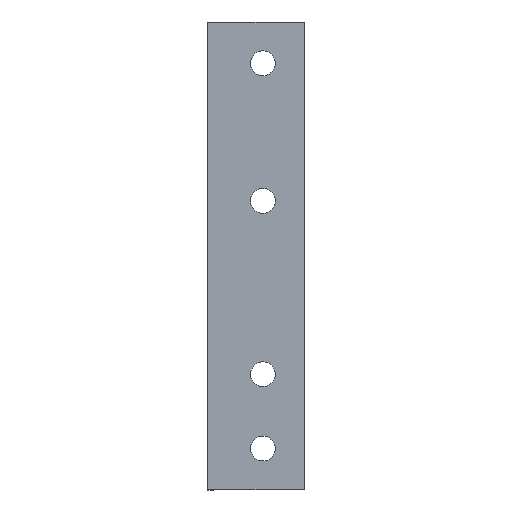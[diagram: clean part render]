
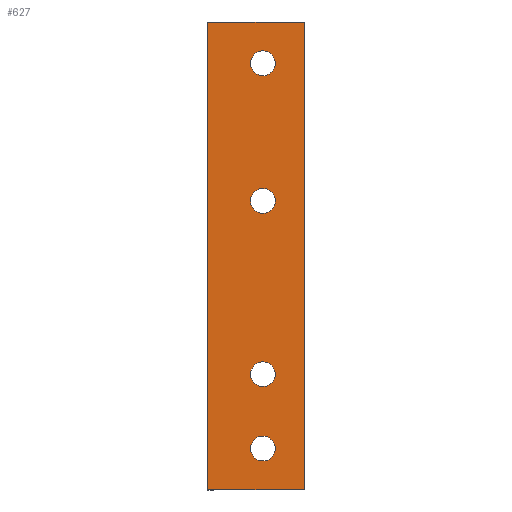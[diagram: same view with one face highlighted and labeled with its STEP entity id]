
A CAD part, top view. The second image highlights one B-rep face of the part: STEP entity #627.
In plain terms, the highlighted planar face has unit normal (0, 0, 1).
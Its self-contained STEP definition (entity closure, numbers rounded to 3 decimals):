
#2 = LINE ( 'NONE', #138, #683 ) ;
#10 = ORIENTED_EDGE ( 'NONE', *, *, #805, .T. ) ;
#12 = EDGE_CURVE ( 'NONE', #264, #200, #338, .T. ) ;
#22 = CARTESIAN_POINT ( 'NONE',  ( 0., 170., 0. ) ) ;
#32 = ORIENTED_EDGE ( 'NONE', *, *, #406, .F. ) ;
#36 = FACE_BOUND ( 'NONE', #198, .T. ) ;
#37 = CARTESIAN_POINT ( 'NONE',  ( 20., 42., 0. ) ) ;
#44 = VERTEX_POINT ( 'NONE', #649 ) ;
#48 = ORIENTED_EDGE ( 'NONE', *, *, #461, .F. ) ;
#52 = CARTESIAN_POINT ( 'NONE',  ( 15.5, 105., 0. ) ) ;
#56 = CIRCLE ( 'NONE', #530, 4.5 ) ;
#65 = LINE ( 'NONE', #432, #579 ) ;
#66 = EDGE_LOOP ( 'NONE', ( #453, #791 ) ) ;
#87 = DIRECTION ( 'NONE',  ( 0., 0., 1. ) ) ;
#100 = DIRECTION ( 'NONE',  ( -1., 0., 0. ) ) ;
#108 = CARTESIAN_POINT ( 'NONE',  ( 35., 170., 0. ) ) ;
#109 = AXIS2_PLACEMENT_3D ( 'NONE', #735, #314, #801 ) ;
#116 = VERTEX_POINT ( 'NONE', #119 ) ;
#119 = CARTESIAN_POINT ( 'NONE',  ( 0., 0., 0. ) ) ;
#120 = CARTESIAN_POINT ( 'NONE',  ( 20., 105., 0. ) ) ;
#126 = AXIS2_PLACEMENT_3D ( 'NONE', #120, #593, #190 ) ;
#128 = EDGE_LOOP ( 'NONE', ( #48, #534 ) ) ;
#131 = CARTESIAN_POINT ( 'NONE',  ( 0., 170., 0. ) ) ;
#132 = EDGE_LOOP ( 'NONE', ( #291, #607 ) ) ;
#138 = CARTESIAN_POINT ( 'NONE',  ( 0., 170., 0. ) ) ;
#141 = LINE ( 'NONE', #108, #272 ) ;
#147 = CARTESIAN_POINT ( 'NONE',  ( 20., 155., 0. ) ) ;
#158 = AXIS2_PLACEMENT_3D ( 'NONE', #163, #635, #226 ) ;
#163 = CARTESIAN_POINT ( 'NONE',  ( 20., 155., 0. ) ) ;
#164 = VERTEX_POINT ( 'NONE', #806 ) ;
#184 = EDGE_LOOP ( 'NONE', ( #32, #262, #10, #619 ) ) ;
#188 = DIRECTION ( 'NONE',  ( 0., 0., 1. ) ) ;
#190 = DIRECTION ( 'NONE',  ( 1., 0., 0. ) ) ;
#192 = AXIS2_PLACEMENT_3D ( 'NONE', #147, #615, #209 ) ;
#197 = DIRECTION ( 'NONE',  ( -1., 0., 0. ) ) ;
#198 = EDGE_LOOP ( 'NONE', ( #267, #656 ) ) ;
#200 = VERTEX_POINT ( 'NONE', #320 ) ;
#202 = FACE_BOUND ( 'NONE', #66, .T. ) ;
#206 = CARTESIAN_POINT ( 'NONE',  ( 35., 170., 0. ) ) ;
#209 = DIRECTION ( 'NONE',  ( 1., 0., 0. ) ) ;
#224 = DIRECTION ( 'NONE',  ( 0., -1., 0. ) ) ;
#226 = DIRECTION ( 'NONE',  ( 1., 0., 0. ) ) ;
#228 = VERTEX_POINT ( 'NONE', #206 ) ;
#232 = CARTESIAN_POINT ( 'NONE',  ( 20., 15., 0. ) ) ;
#262 = ORIENTED_EDGE ( 'NONE', *, *, #322, .F. ) ;
#264 = VERTEX_POINT ( 'NONE', #484 ) ;
#267 = ORIENTED_EDGE ( 'NONE', *, *, #282, .F. ) ;
#269 = CARTESIAN_POINT ( 'NONE',  ( 20., 42., 0. ) ) ;
#272 = VECTOR ( 'NONE', #719, 1000. ) ;
#278 = CARTESIAN_POINT ( 'NONE',  ( 0., 0., 0. ) ) ;
#280 = CIRCLE ( 'NONE', #126, 4.5 ) ;
#282 = EDGE_CURVE ( 'NONE', #763, #164, #56, .T. ) ;
#291 = ORIENTED_EDGE ( 'NONE', *, *, #485, .F. ) ;
#307 = EDGE_CURVE ( 'NONE', #164, #763, #526, .T. ) ;
#314 = DIRECTION ( 'NONE',  ( 0., 0., 1. ) ) ;
#315 = VERTEX_POINT ( 'NONE', #684 ) ;
#320 = CARTESIAN_POINT ( 'NONE',  ( 24.5, 15., 0. ) ) ;
#322 = EDGE_CURVE ( 'NONE', #787, #228, #2, .T. ) ;
#335 = DIRECTION ( 'NONE',  ( -1., 0., 0. ) ) ;
#338 = CIRCLE ( 'NONE', #387, 4.5 ) ;
#341 = CARTESIAN_POINT ( 'NONE',  ( 24.5, 42., 0. ) ) ;
#353 = EDGE_CURVE ( 'NONE', #315, #659, #843, .T. ) ;
#357 = AXIS2_PLACEMENT_3D ( 'NONE', #490, #87, #559 ) ;
#361 = DIRECTION ( 'NONE',  ( 1., 0., 0. ) ) ;
#387 = AXIS2_PLACEMENT_3D ( 'NONE', #232, #188, #661 ) ;
#392 = AXIS2_PLACEMENT_3D ( 'NONE', #131, #601, #197 ) ;
#401 = CIRCLE ( 'NONE', #357, 4.5 ) ;
#406 = EDGE_CURVE ( 'NONE', #228, #44, #141, .T. ) ;
#432 = CARTESIAN_POINT ( 'NONE',  ( 0., 0., 0. ) ) ;
#442 = VERTEX_POINT ( 'NONE', #52 ) ;
#453 = ORIENTED_EDGE ( 'NONE', *, *, #353, .F. ) ;
#461 = EDGE_CURVE ( 'NONE', #200, #264, #463, .T. ) ;
#463 = CIRCLE ( 'NONE', #109, 4.5 ) ;
#471 = CARTESIAN_POINT ( 'NONE',  ( 15.5, 155., 0. ) ) ;
#484 = CARTESIAN_POINT ( 'NONE',  ( 15.5, 15., 0. ) ) ;
#485 = EDGE_CURVE ( 'NONE', #823, #442, #280, .T. ) ;
#490 = CARTESIAN_POINT ( 'NONE',  ( 20., 105., 0. ) ) ;
#503 = DIRECTION ( 'NONE',  ( 0., 0., 1. ) ) ;
#518 = EDGE_CURVE ( 'NONE', #659, #315, #597, .T. ) ;
#526 = CIRCLE ( 'NONE', #855, 4.5 ) ;
#530 = AXIS2_PLACEMENT_3D ( 'NONE', #37, #503, #100 ) ;
#534 = ORIENTED_EDGE ( 'NONE', *, *, #12, .F. ) ;
#537 = PLANE ( 'NONE',  #392 ) ;
#559 = DIRECTION ( 'NONE',  ( 1., 0., 0. ) ) ;
#567 = FACE_BOUND ( 'NONE', #132, .T. ) ;
#579 = VECTOR ( 'NONE', #361, 1000. ) ;
#593 = DIRECTION ( 'NONE',  ( 0., 0., 1. ) ) ;
#594 = LINE ( 'NONE', #278, #618 ) ;
#597 = CIRCLE ( 'NONE', #192, 4.5 ) ;
#601 = DIRECTION ( 'NONE',  ( 0., 0., -1. ) ) ;
#604 = EDGE_CURVE ( 'NONE', #442, #823, #401, .T. ) ;
#607 = ORIENTED_EDGE ( 'NONE', *, *, #604, .F. ) ;
#613 = DIRECTION ( 'NONE',  ( 1., 0., 0. ) ) ;
#615 = DIRECTION ( 'NONE',  ( 0., 0., 1. ) ) ;
#618 = VECTOR ( 'NONE', #224, 1000. ) ;
#619 = ORIENTED_EDGE ( 'NONE', *, *, #817, .T. ) ;
#627 = ADVANCED_FACE ( 'NONE', ( #36, #747, #567, #202, #736 ), #537, .F. ) ;
#635 = DIRECTION ( 'NONE',  ( 0., 0., 1. ) ) ;
#649 = CARTESIAN_POINT ( 'NONE',  ( 35., 0., 0. ) ) ;
#656 = ORIENTED_EDGE ( 'NONE', *, *, #307, .F. ) ;
#659 = VERTEX_POINT ( 'NONE', #471 ) ;
#661 = DIRECTION ( 'NONE',  ( -1., 0., 0. ) ) ;
#683 = VECTOR ( 'NONE', #613, 1000. ) ;
#684 = CARTESIAN_POINT ( 'NONE',  ( 24.5, 155., 0. ) ) ;
#719 = DIRECTION ( 'NONE',  ( 0., -1., 0. ) ) ;
#735 = CARTESIAN_POINT ( 'NONE',  ( 20., 15., 0. ) ) ;
#736 = FACE_OUTER_BOUND ( 'NONE', #184, .T. ) ;
#747 = FACE_BOUND ( 'NONE', #128, .T. ) ;
#752 = DIRECTION ( 'NONE',  ( 0., 0., 1. ) ) ;
#763 = VERTEX_POINT ( 'NONE', #341 ) ;
#777 = CARTESIAN_POINT ( 'NONE',  ( 24.5, 105., 0. ) ) ;
#787 = VERTEX_POINT ( 'NONE', #22 ) ;
#791 = ORIENTED_EDGE ( 'NONE', *, *, #518, .F. ) ;
#801 = DIRECTION ( 'NONE',  ( -1., 0., 0. ) ) ;
#805 = EDGE_CURVE ( 'NONE', #787, #116, #594, .T. ) ;
#806 = CARTESIAN_POINT ( 'NONE',  ( 15.5, 42., 0. ) ) ;
#817 = EDGE_CURVE ( 'NONE', #116, #44, #65, .T. ) ;
#823 = VERTEX_POINT ( 'NONE', #777 ) ;
#843 = CIRCLE ( 'NONE', #158, 4.5 ) ;
#855 = AXIS2_PLACEMENT_3D ( 'NONE', #269, #752, #335 ) ;
